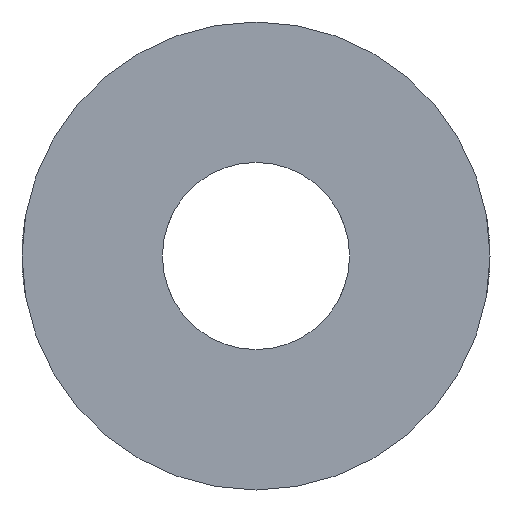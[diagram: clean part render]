
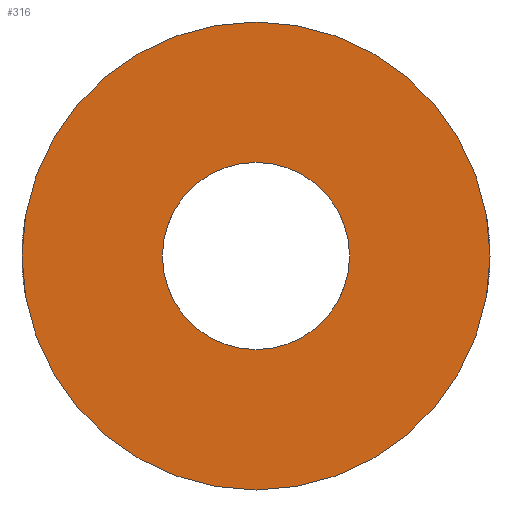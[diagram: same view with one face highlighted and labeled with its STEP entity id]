
A CAD part, front view. The second image highlights one B-rep face of the part: STEP entity #316.
In plain terms, the highlighted planar face has unit normal (0, -1, 0).
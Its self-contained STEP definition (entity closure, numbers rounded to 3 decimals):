
#1=CARTESIAN_POINT('',(0.,0.,0.));
#2=DIRECTION('',(0.,-1.,0.));
#3=DIRECTION('',(1.,0.,0.));
#4=AXIS2_PLACEMENT_3D('',#1,#2,#3);
#6=CARTESIAN_POINT('',(0.,0.,0.));
#7=DIRECTION('',(0.,-1.,0.));
#8=DIRECTION('',(-1.,0.,0.));
#9=AXIS2_PLACEMENT_3D('',#6,#7,#8);
#11=CARTESIAN_POINT('',(0.,0.,0.));
#12=DIRECTION('',(0.,1.,0.));
#13=DIRECTION('',(1.,0.,0.));
#14=AXIS2_PLACEMENT_3D('',#11,#12,#13);
#16=CARTESIAN_POINT('',(0.,0.,0.));
#17=DIRECTION('',(0.,1.,0.));
#18=DIRECTION('',(-1.,0.,0.));
#19=AXIS2_PLACEMENT_3D('',#16,#17,#18);
#267=CARTESIAN_POINT('',(6.,0.,0.));
#268=CARTESIAN_POINT('',(-6.,0.,0.));
#269=VERTEX_POINT('',#267);
#270=VERTEX_POINT('',#268);
#271=CARTESIAN_POINT('',(15.,0.,0.));
#272=CARTESIAN_POINT('',(-15.,0.,0.));
#273=VERTEX_POINT('',#271);
#274=VERTEX_POINT('',#272);
#299=CARTESIAN_POINT('',(0.,0.,0.));
#300=DIRECTION('',(0.,1.,0.));
#301=DIRECTION('',(1.,0.,0.));
#302=AXIS2_PLACEMENT_3D('',#299,#300,#301);
#303=PLANE('',#302);
#305=ORIENTED_EDGE('',*,*,#304,.T.);
#307=ORIENTED_EDGE('',*,*,#306,.T.);
#308=EDGE_LOOP('',(#305,#307));
#309=FACE_OUTER_BOUND('',#308,.F.);
#311=ORIENTED_EDGE('',*,*,#310,.T.);
#313=ORIENTED_EDGE('',*,*,#312,.T.);
#314=EDGE_LOOP('',(#311,#313));
#315=FACE_BOUND('',#314,.F.);
#316=ADVANCED_FACE('',(#309,#315),#303,.F.);
#5=CIRCLE('',#4,6.);
#10=CIRCLE('',#9,6.);
#15=CIRCLE('',#14,15.);
#20=CIRCLE('',#19,15.);
#304=EDGE_CURVE('',#273,#274,#15,.T.);
#306=EDGE_CURVE('',#274,#273,#20,.T.);
#310=EDGE_CURVE('',#269,#270,#5,.T.);
#312=EDGE_CURVE('',#270,#269,#10,.T.);
